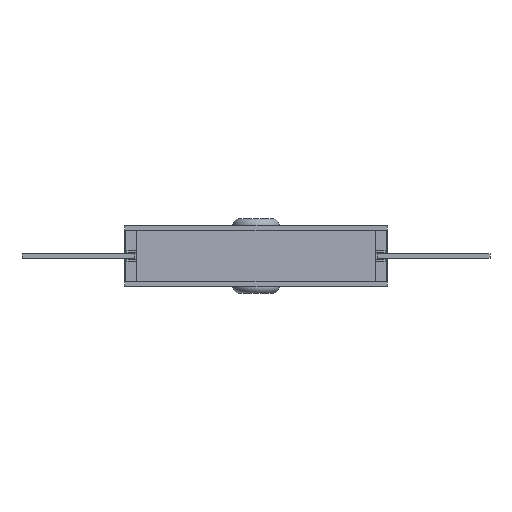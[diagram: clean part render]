
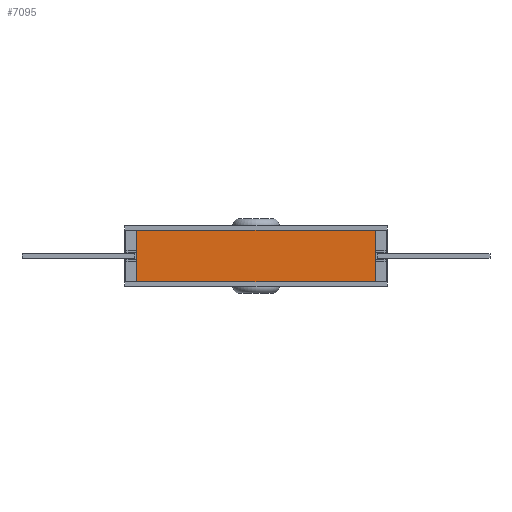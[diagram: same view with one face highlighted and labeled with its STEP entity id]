
A CAD part, left-side view. The second image highlights one B-rep face of the part: STEP entity #7095.
In plain terms, the highlighted planar face has unit normal (-1, 0, 0).
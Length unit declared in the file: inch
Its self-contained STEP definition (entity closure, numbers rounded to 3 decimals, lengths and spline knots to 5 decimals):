
#1485 = DIRECTION ( 'NONE',  ( 0., 0., -1. ) ) ;
#1667 = CARTESIAN_POINT ( 'NONE',  ( -0.81, -0.28, 0.055 ) ) ;
#2479 = EDGE_CURVE ( 'NONE', #28229, #26302, #8177, .T. ) ;
#2961 = CARTESIAN_POINT ( 'NONE',  ( -0.81, 0.255, 0.055 ) ) ;
#5979 = CARTESIAN_POINT ( 'NONE',  ( -0.81, -0.255, -0.055 ) ) ;
#7095 = ADVANCED_FACE ( 'NONE', ( #15545 ), #27692, .F. ) ;
#7438 = EDGE_CURVE ( 'NONE', #28229, #25463, #24772, .T. ) ;
#8177 = LINE ( 'NONE', #18191, #27609 ) ;
#8341 = ORIENTED_EDGE ( 'NONE', *, *, #7438, .T. ) ;
#8488 = ORIENTED_EDGE ( 'NONE', *, *, #13884, .T. ) ;
#9187 = ORIENTED_EDGE ( 'NONE', *, *, #27570, .T. ) ;
#11752 = VERTEX_POINT ( 'NONE', #2961 ) ;
#13884 = EDGE_CURVE ( 'NONE', #25463, #11752, #24338, .T. ) ;
#15224 = DIRECTION ( 'NONE',  ( 0., 1., 0. ) ) ;
#15545 = FACE_OUTER_BOUND ( 'NONE', #23160, .T. ) ;
#15582 = DIRECTION ( 'NONE',  ( 0., 1., 0. ) ) ;
#17294 = AXIS2_PLACEMENT_3D ( 'NONE', #25712, #30962, #15224 ) ;
#18191 = CARTESIAN_POINT ( 'NONE',  ( -0.81, -0.28, -0.055 ) ) ;
#18842 = VECTOR ( 'NONE', #25264, 39.37008 ) ;
#19737 = LINE ( 'NONE', #29262, #20188 ) ;
#20016 = ORIENTED_EDGE ( 'NONE', *, *, #2479, .F. ) ;
#20176 = CARTESIAN_POINT ( 'NONE',  ( -0.81, -0.255, 0.055 ) ) ;
#20188 = VECTOR ( 'NONE', #1485, 39.37008 ) ;
#21371 = DIRECTION ( 'NONE',  ( 0., 1., 0. ) ) ;
#21947 = CARTESIAN_POINT ( 'NONE',  ( -0.81, 0.255, -0.055 ) ) ;
#23160 = EDGE_LOOP ( 'NONE', ( #8341, #8488, #9187, #20016 ) ) ;
#24338 = LINE ( 'NONE', #1667, #25301 ) ;
#24772 = LINE ( 'NONE', #32496, #18842 ) ;
#25264 = DIRECTION ( 'NONE',  ( 0., 0., 1. ) ) ;
#25301 = VECTOR ( 'NONE', #21371, 39.37008 ) ;
#25463 = VERTEX_POINT ( 'NONE', #20176 ) ;
#25712 = CARTESIAN_POINT ( 'NONE',  ( -0.81, -0.28, 0.065 ) ) ;
#26302 = VERTEX_POINT ( 'NONE', #21947 ) ;
#27570 = EDGE_CURVE ( 'NONE', #11752, #26302, #19737, .T. ) ;
#27609 = VECTOR ( 'NONE', #15582, 39.37008 ) ;
#27692 = PLANE ( 'NONE',  #17294 ) ;
#28229 = VERTEX_POINT ( 'NONE', #5979 ) ;
#29262 = CARTESIAN_POINT ( 'NONE',  ( -0.81, 0.255, 0.065 ) ) ;
#30962 = DIRECTION ( 'NONE',  ( 1., 0., 0. ) ) ;
#32496 = CARTESIAN_POINT ( 'NONE',  ( -0.81, -0.255, 0.065 ) ) ;
